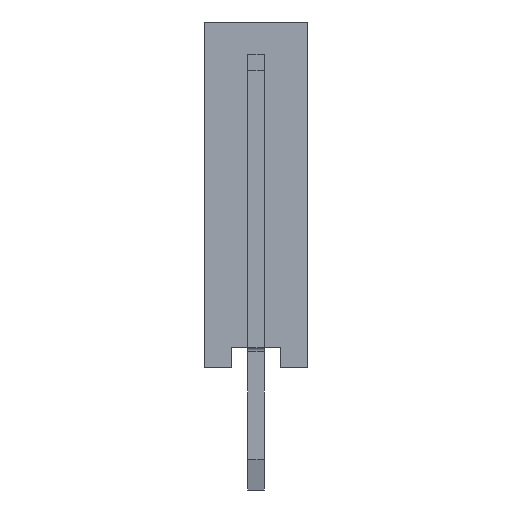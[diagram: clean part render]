
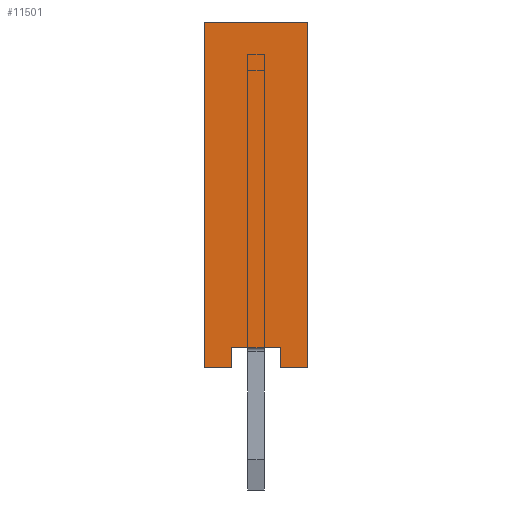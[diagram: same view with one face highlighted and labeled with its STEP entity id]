
A CAD part, left-side view. The second image highlights one B-rep face of the part: STEP entity #11501.
In plain terms, the highlighted planar face has unit normal (-1, 0, 0).
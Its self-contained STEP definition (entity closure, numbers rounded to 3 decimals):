
#11501=ADVANCED_FACE('',(#24663),#24665,.T.);
#24663=FACE_BOUND('',#24664,.T.);
#24664=EDGE_LOOP('',(#35441,#35442,#35443,#35444,#35445,#35446,#35447,#35448));
#24665=PLANE('',#24666);
#24666=AXIS2_PLACEMENT_3D('',#24667,#24668,#24669);
#24667=CARTESIAN_POINT('',(-1.27,1.27,0.));
#24668=DIRECTION('',(-1.,0.,0.));
#24669=DIRECTION('',(0.,-1.,0.));
#35441=ORIENTED_EDGE('',*,*,#41799,.T.);
#35442=ORIENTED_EDGE('',*,*,#41800,.T.);
#35443=ORIENTED_EDGE('',*,*,#41801,.T.);
#35444=ORIENTED_EDGE('',*,*,#41802,.F.);
#35445=ORIENTED_EDGE('',*,*,#41803,.F.);
#35446=ORIENTED_EDGE('',*,*,#41804,.T.);
#35447=ORIENTED_EDGE('',*,*,#41805,.T.);
#35448=ORIENTED_EDGE('',*,*,#39741,.T.);
#39741=EDGE_CURVE('',#46361,#46362,#46363,.T.);
#41799=EDGE_CURVE('',#46362,#49423,#49424,.F.);
#41800=EDGE_CURVE('',#49423,#49425,#49426,.T.);
#41801=EDGE_CURVE('',#49425,#49427,#49428,.T.);
#41802=EDGE_CURVE('',#49429,#49427,#49430,.T.);
#41803=EDGE_CURVE('',#49431,#49429,#49432,.T.);
#41804=EDGE_CURVE('',#49431,#49433,#49434,.T.);
#41805=EDGE_CURVE('',#49433,#46361,#49435,.F.);
#46361=VERTEX_POINT('',#58793);
#46362=VERTEX_POINT('',#58794);
#46363=LINE('',#58795,#58796);
#49423=VERTEX_POINT('',#66281);
#49424=LINE('',#66282,#66283);
#49425=VERTEX_POINT('',#66285);
#49426=LINE('',#66286,#66287);
#49427=VERTEX_POINT('',#66289);
#49428=LINE('',#66290,#66291);
#49429=VERTEX_POINT('',#66293);
#49430=LINE('',#66294,#66295);
#49431=VERTEX_POINT('',#66297);
#49432=LINE('',#66298,#66299);
#49433=VERTEX_POINT('',#66301);
#49434=LINE('',#66302,#66303);
#49435=LINE('',#66305,#66306);
#58793=CARTESIAN_POINT('',(-1.27,0.6,0.5));
#58794=CARTESIAN_POINT('',(-1.27,-0.6,0.5));
#58795=CARTESIAN_POINT('',(-1.27,0.6,0.5));
#58796=VECTOR('',#58797,1.);
#58797=DIRECTION('',(0.,-1.,0.));
#66281=CARTESIAN_POINT('',(-1.27,-0.6,0.));
#66282=CARTESIAN_POINT('',(-1.27,-0.6,0.));
#66283=VECTOR('',#66284,1.);
#66284=DIRECTION('',(0.,0.,1.));
#66285=CARTESIAN_POINT('',(-1.27,-1.27,0.));
#66286=CARTESIAN_POINT('',(-1.27,-0.6,0.));
#66287=VECTOR('',#66288,1.);
#66288=DIRECTION('',(0.,-1.,0.));
#66289=CARTESIAN_POINT('',(-1.27,-1.27,8.5));
#66290=CARTESIAN_POINT('',(-1.27,-1.27,0.));
#66291=VECTOR('',#66292,1.);
#66292=DIRECTION('',(0.,0.,1.));
#66293=CARTESIAN_POINT('',(-1.27,1.27,8.5));
#66294=CARTESIAN_POINT('',(-1.27,1.27,8.5));
#66295=VECTOR('',#66296,1.);
#66296=DIRECTION('',(0.,-1.,0.));
#66297=CARTESIAN_POINT('',(-1.27,1.27,0.));
#66298=CARTESIAN_POINT('',(-1.27,1.27,0.));
#66299=VECTOR('',#66300,1.);
#66300=DIRECTION('',(0.,0.,1.));
#66301=CARTESIAN_POINT('',(-1.27,0.6,0.));
#66302=CARTESIAN_POINT('',(-1.27,1.27,0.));
#66303=VECTOR('',#66304,1.);
#66304=DIRECTION('',(0.,-1.,0.));
#66305=CARTESIAN_POINT('',(-1.27,0.6,0.5));
#66306=VECTOR('',#66307,1.);
#66307=DIRECTION('',(0.,0.,-1.));
